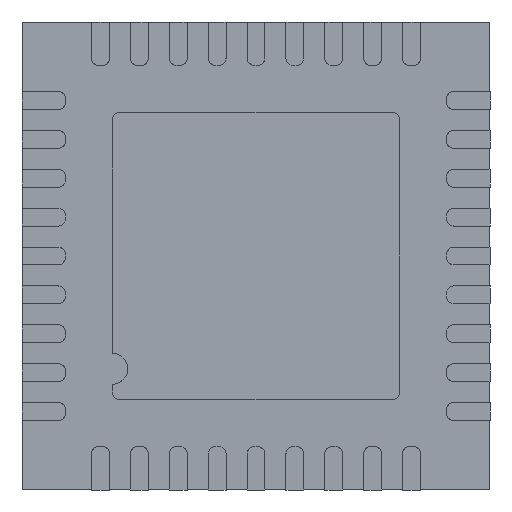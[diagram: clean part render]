
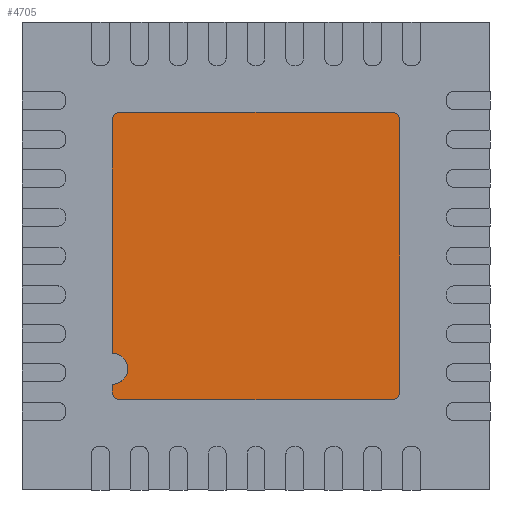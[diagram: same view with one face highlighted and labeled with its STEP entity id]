
A CAD part, front view. The second image highlights one B-rep face of the part: STEP entity #4705.
In plain terms, the highlighted free-form (B-spline) face has degree [1, 1] with [2, 2] control points.
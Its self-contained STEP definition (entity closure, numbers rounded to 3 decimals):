
#4469 = VERTEX_POINT('',#4470);
#4470 = CARTESIAN_POINT('',(2.604,0.,2.464));
#4477 = VERTEX_POINT('',#4478);
#4478 = CARTESIAN_POINT('',(2.464,0.,2.604));
#4483 = EDGE_CURVE('',#4477,#4469,#4484,.T.);
#4484 = ( BOUNDED_CURVE() B_SPLINE_CURVE(2,(#4485,#4486,#4487),
.UNSPECIFIED.,.F.,.F.) B_SPLINE_CURVE_WITH_KNOTS((3,3),(0.,
1.571),.PIECEWISE_BEZIER_KNOTS.) CURVE() 
GEOMETRIC_REPRESENTATION_ITEM() RATIONAL_B_SPLINE_CURVE((1.,
0.707,1.)) REPRESENTATION_ITEM('') );
#4485 = CARTESIAN_POINT('',(2.464,0.,2.604));
#4486 = CARTESIAN_POINT('',(2.604,0.,2.604));
#4487 = CARTESIAN_POINT('',(2.604,0.,2.464));
#4500 = VERTEX_POINT('',#4501);
#4501 = CARTESIAN_POINT('',(2.604,0.,-2.464));
#4508 = EDGE_CURVE('',#4469,#4500,#4509,.T.);
#4509 = B_SPLINE_CURVE_WITH_KNOTS('',1,(#4510,#4511),.UNSPECIFIED.,.F.,
  .F.,(2,2),(0.,3.5),.PIECEWISE_BEZIER_KNOTS.);
#4510 = CARTESIAN_POINT('',(2.604,0.,2.464));
#4511 = CARTESIAN_POINT('',(2.604,0.,-2.464));
#4522 = VERTEX_POINT('',#4523);
#4523 = CARTESIAN_POINT('',(2.464,0.,-2.604));
#4530 = EDGE_CURVE('',#4500,#4522,#4531,.T.);
#4531 = ( BOUNDED_CURVE() B_SPLINE_CURVE(2,(#4532,#4533,#4534),
.UNSPECIFIED.,.F.,.F.) B_SPLINE_CURVE_WITH_KNOTS((3,3),(4.712,
6.283),.PIECEWISE_BEZIER_KNOTS.) CURVE() 
GEOMETRIC_REPRESENTATION_ITEM() RATIONAL_B_SPLINE_CURVE((1.,
0.707,1.)) REPRESENTATION_ITEM('') );
#4532 = CARTESIAN_POINT('',(2.604,0.,-2.464));
#4533 = CARTESIAN_POINT('',(2.604,0.,-2.604));
#4534 = CARTESIAN_POINT('',(2.464,0.,-2.604));
#4547 = VERTEX_POINT('',#4548);
#4548 = CARTESIAN_POINT('',(-2.464,0.,-2.604));
#4555 = EDGE_CURVE('',#4522,#4547,#4556,.T.);
#4556 = B_SPLINE_CURVE_WITH_KNOTS('',1,(#4557,#4558),.UNSPECIFIED.,.F.,
  .F.,(2,2),(-3.5,-0.),.PIECEWISE_BEZIER_KNOTS.);
#4557 = CARTESIAN_POINT('',(2.464,0.,-2.604));
#4558 = CARTESIAN_POINT('',(-2.464,0.,-2.604));
#4569 = VERTEX_POINT('',#4570);
#4570 = CARTESIAN_POINT('',(-2.604,0.,-2.464));
#4577 = EDGE_CURVE('',#4547,#4569,#4578,.T.);
#4578 = ( BOUNDED_CURVE() B_SPLINE_CURVE(2,(#4579,#4580,#4581),
.UNSPECIFIED.,.F.,.F.) B_SPLINE_CURVE_WITH_KNOTS((3,3),(0.,
1.571),.PIECEWISE_BEZIER_KNOTS.) CURVE() 
GEOMETRIC_REPRESENTATION_ITEM() RATIONAL_B_SPLINE_CURVE((1.,
0.707,1.)) REPRESENTATION_ITEM('') );
#4579 = CARTESIAN_POINT('',(-2.464,0.,-2.604));
#4580 = CARTESIAN_POINT('',(-2.604,0.,-2.604));
#4581 = CARTESIAN_POINT('',(-2.604,0.,-2.464));
#4594 = VERTEX_POINT('',#4595);
#4595 = CARTESIAN_POINT('',(-2.604,0.,-2.323));
#4602 = EDGE_CURVE('',#4569,#4594,#4603,.T.);
#4603 = B_SPLINE_CURVE_WITH_KNOTS('',1,(#4604,#4605),.UNSPECIFIED.,.F.,
  .F.,(2,2),(-0.1,0.),.PIECEWISE_BEZIER_KNOTS.);
#4604 = CARTESIAN_POINT('',(-2.604,0.,-2.464));
#4605 = CARTESIAN_POINT('',(-2.604,0.,-2.323));
#4615 = EDGE_CURVE('',#4594,#4616,#4618,.T.);
#4616 = VERTEX_POINT('',#4617);
#4617 = CARTESIAN_POINT('',(-2.604,0.,-1.76));
#4618 = ( BOUNDED_CURVE() B_SPLINE_CURVE(2,(#4619,#4620,#4621,#4622,
#4623),.UNSPECIFIED.,.F.,.F.) B_SPLINE_CURVE_WITH_KNOTS((3,2,3),(
    3.142,4.712,6.283),
.PIECEWISE_BEZIER_KNOTS.) CURVE() GEOMETRIC_REPRESENTATION_ITEM() 
RATIONAL_B_SPLINE_CURVE((1.,0.707,1.,0.707,1.)) 
REPRESENTATION_ITEM('') );
#4619 = CARTESIAN_POINT('',(-2.604,0.,-2.323));
#4620 = CARTESIAN_POINT('',(-2.323,0.,-2.323));
#4621 = CARTESIAN_POINT('',(-2.323,0.,-2.041));
#4622 = CARTESIAN_POINT('',(-2.323,0.,-1.76));
#4623 = CARTESIAN_POINT('',(-2.604,0.,-1.76));
#4647 = VERTEX_POINT('',#4648);
#4648 = CARTESIAN_POINT('',(-2.604,0.,2.464));
#4655 = EDGE_CURVE('',#4616,#4647,#4656,.T.);
#4656 = B_SPLINE_CURVE_WITH_KNOTS('',1,(#4657,#4658),.UNSPECIFIED.,.F.,
  .F.,(2,2),(-3.,0.),.PIECEWISE_BEZIER_KNOTS.);
#4657 = CARTESIAN_POINT('',(-2.604,0.,-1.76));
#4658 = CARTESIAN_POINT('',(-2.604,0.,2.464));
#4669 = VERTEX_POINT('',#4670);
#4670 = CARTESIAN_POINT('',(-2.464,0.,2.604));
#4677 = EDGE_CURVE('',#4647,#4669,#4678,.T.);
#4678 = ( BOUNDED_CURVE() B_SPLINE_CURVE(2,(#4679,#4680,#4681),
.UNSPECIFIED.,.F.,.F.) B_SPLINE_CURVE_WITH_KNOTS((3,3),(1.571,
3.142),.PIECEWISE_BEZIER_KNOTS.) CURVE() 
GEOMETRIC_REPRESENTATION_ITEM() RATIONAL_B_SPLINE_CURVE((1.,
0.707,1.)) REPRESENTATION_ITEM('') );
#4679 = CARTESIAN_POINT('',(-2.604,0.,2.464));
#4680 = CARTESIAN_POINT('',(-2.604,0.,2.604));
#4681 = CARTESIAN_POINT('',(-2.464,0.,2.604));
#4696 = EDGE_CURVE('',#4669,#4477,#4697,.T.);
#4697 = B_SPLINE_CURVE_WITH_KNOTS('',1,(#4698,#4699),.UNSPECIFIED.,.F.,
  .F.,(2,2),(0.,3.5),.PIECEWISE_BEZIER_KNOTS.);
#4698 = CARTESIAN_POINT('',(-2.464,0.,2.604));
#4699 = CARTESIAN_POINT('',(2.464,0.,2.604));
#4705 = ADVANCED_FACE('',(#4706),#4718,.F.);
#4706 = FACE_BOUND('',#4707,.T.);
#4707 = EDGE_LOOP('',(#4708,#4709,#4710,#4711,#4712,#4713,#4714,#4715,
    #4716,#4717));
#4708 = ORIENTED_EDGE('',*,*,#4483,.F.);
#4709 = ORIENTED_EDGE('',*,*,#4696,.F.);
#4710 = ORIENTED_EDGE('',*,*,#4677,.F.);
#4711 = ORIENTED_EDGE('',*,*,#4655,.F.);
#4712 = ORIENTED_EDGE('',*,*,#4615,.F.);
#4713 = ORIENTED_EDGE('',*,*,#4602,.F.);
#4714 = ORIENTED_EDGE('',*,*,#4577,.F.);
#4715 = ORIENTED_EDGE('',*,*,#4555,.F.);
#4716 = ORIENTED_EDGE('',*,*,#4530,.F.);
#4717 = ORIENTED_EDGE('',*,*,#4508,.F.);
#4718 = B_SPLINE_SURFACE_WITH_KNOTS('',1,1,(
    (#4719,#4720)
    ,(#4721,#4722
    )),.UNSPECIFIED.,.F.,.F.,.F.,(2,2),(2,2),(-3.6,0.1),(-3.6,0.1),
  .PIECEWISE_BEZIER_KNOTS.);
#4719 = CARTESIAN_POINT('',(-2.604,0.,-2.604));
#4720 = CARTESIAN_POINT('',(2.604,0.,-2.604));
#4721 = CARTESIAN_POINT('',(-2.604,0.,2.604));
#4722 = CARTESIAN_POINT('',(2.604,0.,2.604));
